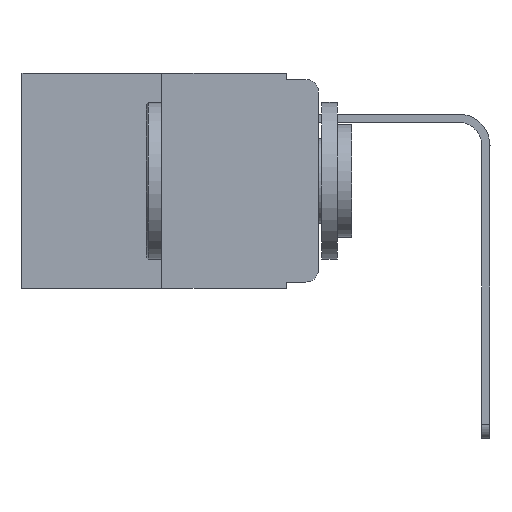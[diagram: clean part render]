
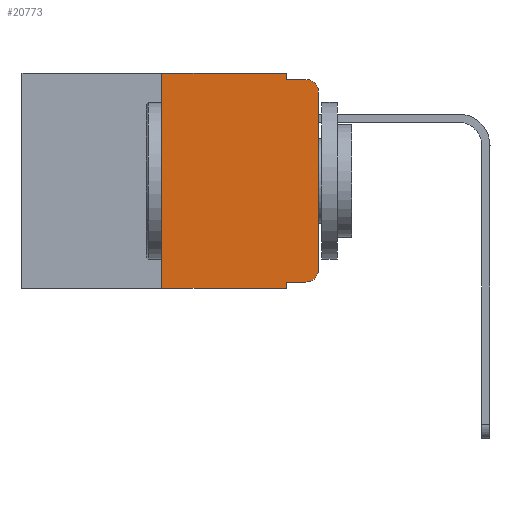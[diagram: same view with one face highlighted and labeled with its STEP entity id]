
A CAD part, left-side view. The second image highlights one B-rep face of the part: STEP entity #20773.
In plain terms, the highlighted planar face has unit normal (-1, 0, 0).
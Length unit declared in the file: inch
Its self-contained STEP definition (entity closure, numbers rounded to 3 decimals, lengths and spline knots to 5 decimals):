
#28 = EDGE_CURVE ( 'NONE', #2807, #21512, #7081, .T. ) ;
#563 = CARTESIAN_POINT ( 'NONE',  ( 0., 0.051, -0.333 ) ) ;
#664 = EDGE_CURVE ( 'NONE', #17266, #15762, #2955, .T. ) ;
#1037 = AXIS2_PLACEMENT_3D ( 'NONE', #9766, #21917, #19964 ) ;
#1135 = CARTESIAN_POINT ( 'NONE',  ( 0., 0.051, 0. ) ) ;
#1725 = VECTOR ( 'NONE', #9123, 39.37008 ) ;
#2037 = DIRECTION ( 'NONE',  ( 0., 0., -1. ) ) ;
#2807 = VERTEX_POINT ( 'NONE', #563 ) ;
#2920 = DIRECTION ( 'NONE',  ( 0., 0., -1. ) ) ;
#2922 = LINE ( 'NONE', #4203, #13504 ) ;
#2955 = LINE ( 'NONE', #8788, #19846 ) ;
#3229 = ORIENTED_EDGE ( 'NONE', *, *, #19123, .T. ) ;
#3516 = VECTOR ( 'NONE', #2037, 39.37008 ) ;
#3629 = VECTOR ( 'NONE', #16776, 39.37008 ) ;
#4140 = DIRECTION ( 'NONE',  ( 0., -1., 0. ) ) ;
#4203 = CARTESIAN_POINT ( 'NONE',  ( 0., 0.473, 0. ) ) ;
#4229 = DIRECTION ( 'NONE',  ( 0., 0., 1. ) ) ;
#4942 = ORIENTED_EDGE ( 'NONE', *, *, #7990, .F. ) ;
#4962 = CARTESIAN_POINT ( 'NONE',  ( 0., 0.25, -0.343 ) ) ;
#4987 = DIRECTION ( 'NONE',  ( 0., -1., 0. ) ) ;
#5322 = EDGE_LOOP ( 'NONE', ( #21353, #11640, #17091, #15011, #4942, #14185, #10535, #7922, #12739, #3229 ) ) ;
#5810 = LINE ( 'NONE', #15797, #1725 ) ;
#5977 = VECTOR ( 'NONE', #2920, 39.37008 ) ;
#6283 = AXIS2_PLACEMENT_3D ( 'NONE', #17695, #8955, #15776 ) ;
#6318 = VERTEX_POINT ( 'NONE', #12592 ) ;
#6478 = CARTESIAN_POINT ( 'NONE',  ( 0., 0.02, -0.313 ) ) ;
#6538 = CARTESIAN_POINT ( 'NONE',  ( 0., 0.02, -0.333 ) ) ;
#7081 = LINE ( 'NONE', #21514, #15767 ) ;
#7329 = LINE ( 'NONE', #13307, #5977 ) ;
#7922 = ORIENTED_EDGE ( 'NONE', *, *, #14878, .F. ) ;
#7990 = EDGE_CURVE ( 'NONE', #8485, #8201, #2922, .T. ) ;
#8003 = AXIS2_PLACEMENT_3D ( 'NONE', #6478, #20704, #20629 ) ;
#8127 = LINE ( 'NONE', #19385, #3516 ) ;
#8201 = VERTEX_POINT ( 'NONE', #1135 ) ;
#8485 = VERTEX_POINT ( 'NONE', #8746 ) ;
#8624 = VERTEX_POINT ( 'NONE', #11232 ) ;
#8746 = CARTESIAN_POINT ( 'NONE',  ( 0., 0.25, 0. ) ) ;
#8788 = CARTESIAN_POINT ( 'NONE',  ( 0., 0.473, -0.343 ) ) ;
#8955 = DIRECTION ( 'NONE',  ( -1., 0., 0. ) ) ;
#9123 = DIRECTION ( 'NONE',  ( 0., -1., 0. ) ) ;
#9522 = VERTEX_POINT ( 'NONE', #20648 ) ;
#9623 = PLANE ( 'NONE',  #1037 ) ;
#9766 = CARTESIAN_POINT ( 'NONE',  ( 0., 0.473, 0. ) ) ;
#9890 = VERTEX_POINT ( 'NONE', #18329 ) ;
#10535 = ORIENTED_EDGE ( 'NONE', *, *, #664, .T. ) ;
#10541 = FACE_OUTER_BOUND ( 'NONE', #5322, .T. ) ;
#11232 = CARTESIAN_POINT ( 'NONE',  ( 0., 0.02, -0.01 ) ) ;
#11640 = ORIENTED_EDGE ( 'NONE', *, *, #20462, .T. ) ;
#11730 = EDGE_CURVE ( 'NONE', #9890, #8624, #5810, .T. ) ;
#12441 = EDGE_CURVE ( 'NONE', #6318, #9522, #13905, .T. ) ;
#12592 = CARTESIAN_POINT ( 'NONE',  ( 0., 0., -0.313 ) ) ;
#12739 = ORIENTED_EDGE ( 'NONE', *, *, #28, .T. ) ;
#13307 = CARTESIAN_POINT ( 'NONE',  ( 0., 0.051, 0. ) ) ;
#13336 = DIRECTION ( 'NONE',  ( 0., -1., 0. ) ) ;
#13504 = VECTOR ( 'NONE', #4140, 39.37008 ) ;
#13905 = LINE ( 'NONE', #16361, #16099 ) ;
#14185 = ORIENTED_EDGE ( 'NONE', *, *, #17852, .F. ) ;
#14186 = LINE ( 'NONE', #18690, #3629 ) ;
#14878 = EDGE_CURVE ( 'NONE', #2807, #15762, #8127, .T. ) ;
#15011 = ORIENTED_EDGE ( 'NONE', *, *, #19450, .F. ) ;
#15762 = VERTEX_POINT ( 'NONE', #19794 ) ;
#15767 = VECTOR ( 'NONE', #13336, 39.37008 ) ;
#15776 = DIRECTION ( 'NONE',  ( 0., 0., -1. ) ) ;
#15797 = CARTESIAN_POINT ( 'NONE',  ( 0., 0.051, -0.01 ) ) ;
#16099 = VECTOR ( 'NONE', #4229, 39.37008 ) ;
#16361 = CARTESIAN_POINT ( 'NONE',  ( 0., 0., 0. ) ) ;
#16776 = DIRECTION ( 'NONE',  ( 0., 0., 1. ) ) ;
#17091 = ORIENTED_EDGE ( 'NONE', *, *, #11730, .F. ) ;
#17266 = VERTEX_POINT ( 'NONE', #4962 ) ;
#17695 = CARTESIAN_POINT ( 'NONE',  ( 0., 0.02, -0.03 ) ) ;
#17700 = CIRCLE ( 'NONE', #8003, 0.02 ) ;
#17852 = EDGE_CURVE ( 'NONE', #17266, #8485, #14186, .T. ) ;
#18329 = CARTESIAN_POINT ( 'NONE',  ( 0., 0.051, -0.01 ) ) ;
#18690 = CARTESIAN_POINT ( 'NONE',  ( 0., 0.25, 0. ) ) ;
#19123 = EDGE_CURVE ( 'NONE', #21512, #6318, #17700, .T. ) ;
#19385 = CARTESIAN_POINT ( 'NONE',  ( 0., 0.051, 0. ) ) ;
#19450 = EDGE_CURVE ( 'NONE', #8201, #9890, #7329, .T. ) ;
#19794 = CARTESIAN_POINT ( 'NONE',  ( 0., 0.051, -0.343 ) ) ;
#19846 = VECTOR ( 'NONE', #4987, 39.37008 ) ;
#19964 = DIRECTION ( 'NONE',  ( 0., 0., -1. ) ) ;
#20462 = EDGE_CURVE ( 'NONE', #9522, #8624, #22484, .T. ) ;
#20629 = DIRECTION ( 'NONE',  ( 0., 0., -1. ) ) ;
#20648 = CARTESIAN_POINT ( 'NONE',  ( 0., 0., -0.03 ) ) ;
#20704 = DIRECTION ( 'NONE',  ( -1., 0., 0. ) ) ;
#20773 = ADVANCED_FACE ( 'NONE', ( #10541 ), #9623, .F. ) ;
#21353 = ORIENTED_EDGE ( 'NONE', *, *, #12441, .T. ) ;
#21512 = VERTEX_POINT ( 'NONE', #6538 ) ;
#21514 = CARTESIAN_POINT ( 'NONE',  ( 0., 0.051, -0.333 ) ) ;
#21917 = DIRECTION ( 'NONE',  ( 1., 0., 0. ) ) ;
#22484 = CIRCLE ( 'NONE', #6283, 0.02 ) ;
